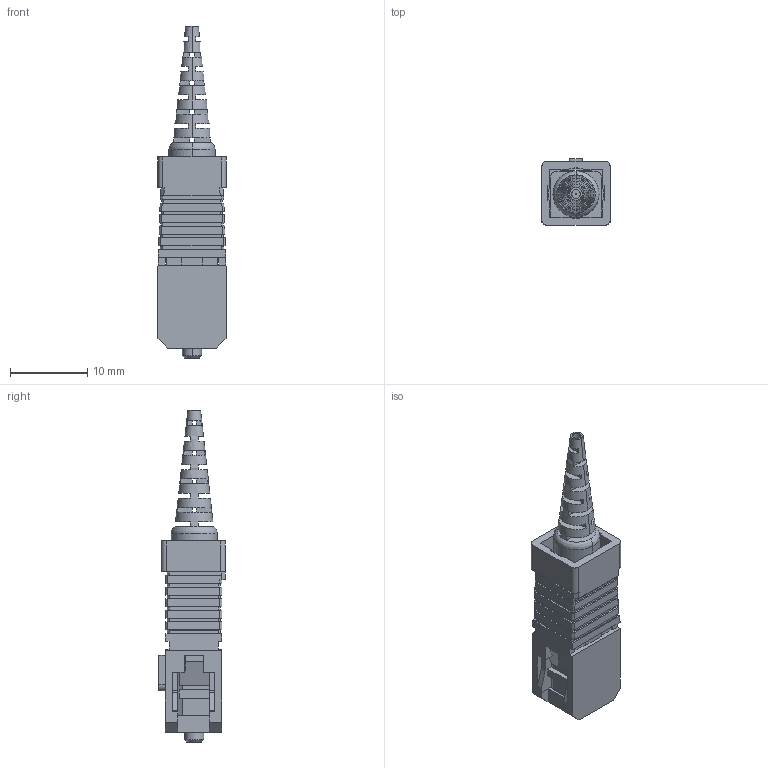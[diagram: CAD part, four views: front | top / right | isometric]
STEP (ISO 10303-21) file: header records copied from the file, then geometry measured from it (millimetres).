
FILE_DESCRIPTION (( 'STEP AP214' ), '1' );
FILE_NAME ('2337-E0W.STEP', '2012-03-29T20:27:05', ( 'Admin' ), ( '' ), 'SwSTEP 2.0', 'SolidWorks 2011', '' );
FILE_SCHEMA (( 'AUTOMOTIVE_DESIGN' ));
Length unit declared in the file: inch
Products named in the file (1): 2337-E0W
Bounding box: 8.81 x 8.65 x 43 mm (x, y, z)
Volume: 1249.7 mm3; surface area: 3595.7 mm2
Topology: 5 solids, 5 shells, 541 faces, 1585 edges, 1043 vertices
Faces by surface type: plane 440, cylinder 81, cone 10, bspline 5, torus 5
Entity records: 25441 total; most frequent: CARTESIAN_POINT 3709, ORIENTED_EDGE 3170, DIRECTION 2897, EDGE_CURVE 1585, VECTOR 1231, LINE 1231, VERTEX_POINT 1043, AXIS2_PLACEMENT_3D 833
